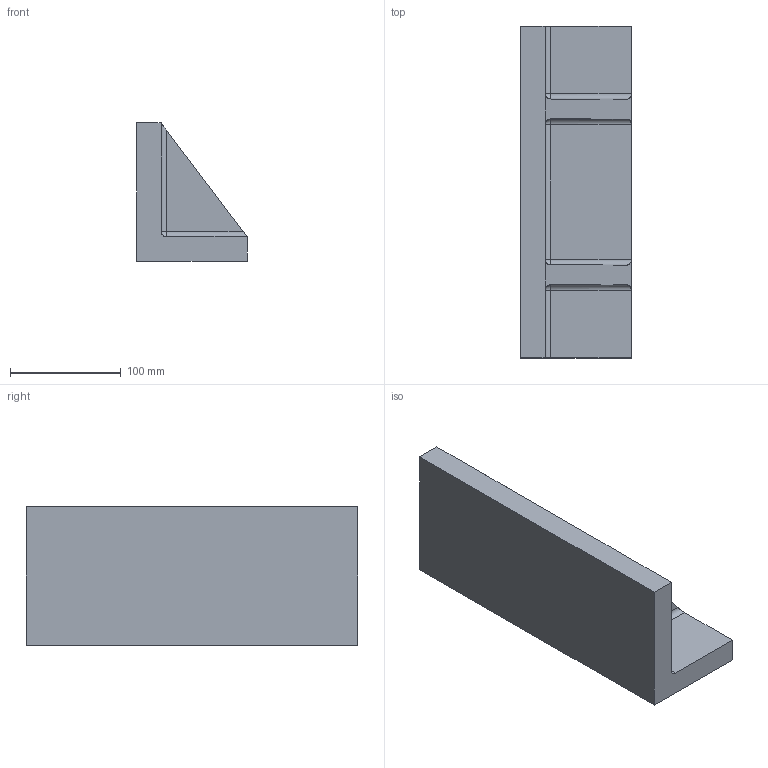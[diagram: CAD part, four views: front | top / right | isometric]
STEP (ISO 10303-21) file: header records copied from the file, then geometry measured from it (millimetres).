
FILE_DESCRIPTION( ( 'Unknown' ), '1' );
FILE_NAME( 'BC08-125100-300.stp', 'Unknown', ( 'Unknown' ), ( 'Unknown' ), 'XStep 1.0', 'Unknown', ' ' );
FILE_SCHEMA( ( 'CONFIG_CONTROL_DESIGN' ) );
Length unit declared in the file: millimetre
Products named in the file (1): 1
Bounding box: 100 x 300 x 125 mm (x, y, z)
Volume: 1489579.2 mm3; surface area: 156059.3 mm2
Topology: 1 solids, 1 shells, 33 faces, 77 edges, 42 vertices
Faces by surface type: plane 18, cylinder 11, sphere 4
Entity records: 933 total; most frequent: DIRECTION 163, CARTESIAN_POINT 149, ORIENTED_EDGE 146, EDGE_CURVE 73, AXIS2_PLACEMENT_3D 56, LINE 51, VECTOR 51, VERTEX_POINT 42
